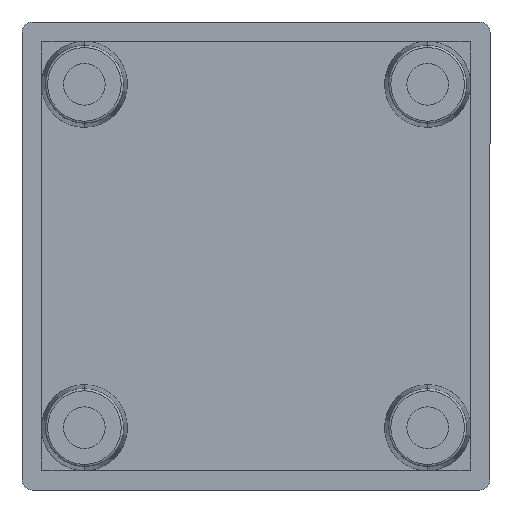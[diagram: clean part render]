
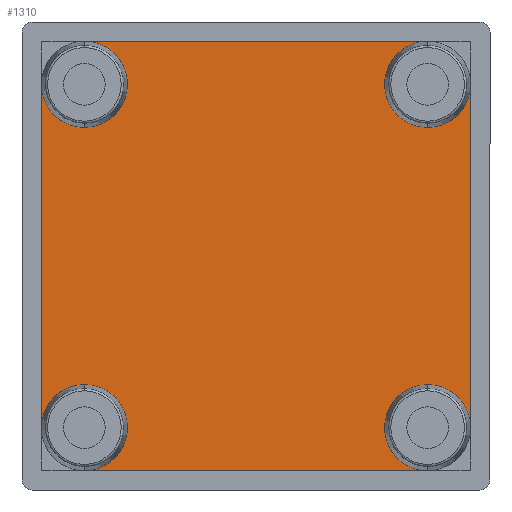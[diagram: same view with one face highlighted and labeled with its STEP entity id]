
A CAD part, front view. The second image highlights one B-rep face of the part: STEP entity #1310.
In plain terms, the highlighted planar face has unit normal (0, -1, 0).
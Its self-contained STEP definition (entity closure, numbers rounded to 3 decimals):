
#30 = CARTESIAN_POINT ( 'NONE',  ( 20.6, -2.8, -20.6 ) ) ;
#60 = LINE ( 'NONE', #1911, #453 ) ;
#95 = ORIENTED_EDGE ( 'NONE', *, *, #507, .F. ) ;
#105 = PLANE ( 'NONE',  #623 ) ;
#115 = CIRCLE ( 'NONE', #1164, 4.125 ) ;
#130 = DIRECTION ( 'NONE',  ( 0., 0., -1. ) ) ;
#141 = CARTESIAN_POINT ( 'NONE',  ( 16.047, -2.8, -20.6 ) ) ;
#147 = CIRCLE ( 'NONE', #1395, 4.125 ) ;
#150 = CIRCLE ( 'NONE', #2082, 4.125 ) ;
#185 = CIRCLE ( 'NONE', #2120, 4.125 ) ;
#194 = EDGE_CURVE ( 'NONE', #1854, #531, #1231, .T. ) ;
#228 = CARTESIAN_POINT ( 'NONE',  ( 20.6, -2.8, 16.047 ) ) ;
#235 = DIRECTION ( 'NONE',  ( 0., -1., 0. ) ) ;
#239 = CARTESIAN_POINT ( 'NONE',  ( -16.5, -2.8, 12.375 ) ) ;
#283 = EDGE_CURVE ( 'NONE', #871, #2089, #1891, .T. ) ;
#311 = ORIENTED_EDGE ( 'NONE', *, *, #2142, .F. ) ;
#319 = CARTESIAN_POINT ( 'NONE',  ( 16.047, -2.8, 20.6 ) ) ;
#353 = DIRECTION ( 'NONE',  ( 0., 0., -1. ) ) ;
#406 = EDGE_CURVE ( 'NONE', #2089, #1752, #603, .T. ) ;
#442 = ORIENTED_EDGE ( 'NONE', *, *, #283, .F. ) ;
#453 = VECTOR ( 'NONE', #959, 1000. ) ;
#473 = CARTESIAN_POINT ( 'NONE',  ( 0., -2.8, 0. ) ) ;
#489 = DIRECTION ( 'NONE',  ( 0., -1., 0. ) ) ;
#507 = EDGE_CURVE ( 'NONE', #666, #1854, #115, .T. ) ;
#531 = VERTEX_POINT ( 'NONE', #2144 ) ;
#544 = LINE ( 'NONE', #30, #1014 ) ;
#550 = CARTESIAN_POINT ( 'NONE',  ( -16.5, -2.8, 16.5 ) ) ;
#572 = DIRECTION ( 'NONE',  ( 0., 0., -1. ) ) ;
#603 = CIRCLE ( 'NONE', #1580, 4.125 ) ;
#623 = AXIS2_PLACEMENT_3D ( 'NONE', #473, #823, #1021 ) ;
#638 = ORIENTED_EDGE ( 'NONE', *, *, #194, .F. ) ;
#650 = EDGE_CURVE ( 'NONE', #871, #1871, #544, .T. ) ;
#651 = ORIENTED_EDGE ( 'NONE', *, *, #1469, .F. ) ;
#666 = VERTEX_POINT ( 'NONE', #2016 ) ;
#688 = LINE ( 'NONE', #1936, #2052 ) ;
#768 = CARTESIAN_POINT ( 'NONE',  ( 16.5, -2.8, -16.5 ) ) ;
#789 = AXIS2_PLACEMENT_3D ( 'NONE', #768, #1493, #1150 ) ;
#823 = DIRECTION ( 'NONE',  ( 0., -1., 0. ) ) ;
#838 = CARTESIAN_POINT ( 'NONE',  ( -20.6, -2.8, 20.6 ) ) ;
#871 = VERTEX_POINT ( 'NONE', #1364 ) ;
#873 = CARTESIAN_POINT ( 'NONE',  ( -20.6, -2.8, 16.047 ) ) ;
#918 = CARTESIAN_POINT ( 'NONE',  ( -16.5, -2.8, -16.5 ) ) ;
#959 = DIRECTION ( 'NONE',  ( 1., 0., 0. ) ) ;
#963 = EDGE_CURVE ( 'NONE', #1691, #531, #1038, .T. ) ;
#979 = CIRCLE ( 'NONE', #1741, 4.125 ) ;
#992 = VECTOR ( 'NONE', #1961, 1000. ) ;
#1014 = VECTOR ( 'NONE', #2180, 1000. ) ;
#1021 = DIRECTION ( 'NONE',  ( 0., 0., -1. ) ) ;
#1023 = CARTESIAN_POINT ( 'NONE',  ( 16.5, -2.8, 16.5 ) ) ;
#1033 = DIRECTION ( 'NONE',  ( 0., -1., 0. ) ) ;
#1038 = LINE ( 'NONE', #838, #992 ) ;
#1049 = DIRECTION ( 'NONE',  ( -1., 0., 0. ) ) ;
#1100 = DIRECTION ( 'NONE',  ( 0., 1., 0. ) ) ;
#1102 = CARTESIAN_POINT ( 'NONE',  ( -16.5, -2.8, -12.375 ) ) ;
#1111 = DIRECTION ( 'NONE',  ( 0., 0., -1. ) ) ;
#1119 = ORIENTED_EDGE ( 'NONE', *, *, #2189, .T. ) ;
#1150 = DIRECTION ( 'NONE',  ( 0., 0., -1. ) ) ;
#1164 = AXIS2_PLACEMENT_3D ( 'NONE', #1567, #1975, #1215 ) ;
#1206 = ORIENTED_EDGE ( 'NONE', *, *, #2325, .T. ) ;
#1215 = DIRECTION ( 'NONE',  ( 0., 0., -1. ) ) ;
#1231 = CIRCLE ( 'NONE', #1270, 4.125 ) ;
#1243 = EDGE_CURVE ( 'NONE', #666, #1752, #60, .T. ) ;
#1270 = AXIS2_PLACEMENT_3D ( 'NONE', #918, #235, #572 ) ;
#1310 = ADVANCED_FACE ( 'NONE', ( #1729 ), #105, .T. ) ;
#1333 = DIRECTION ( 'NONE',  ( 0., -1., 0. ) ) ;
#1347 = ORIENTED_EDGE ( 'NONE', *, *, #963, .T. ) ;
#1364 = CARTESIAN_POINT ( 'NONE',  ( 20.6, -2.8, -16.047 ) ) ;
#1381 = ORIENTED_EDGE ( 'NONE', *, *, #406, .F. ) ;
#1395 = AXIS2_PLACEMENT_3D ( 'NONE', #550, #2184, #2007 ) ;
#1469 = EDGE_CURVE ( 'NONE', #1556, #1871, #185, .T. ) ;
#1483 = CARTESIAN_POINT ( 'NONE',  ( 16.5, -2.8, 12.375 ) ) ;
#1493 = DIRECTION ( 'NONE',  ( 0., -1., 0. ) ) ;
#1545 = ORIENTED_EDGE ( 'NONE', *, *, #2259, .T. ) ;
#1553 = CARTESIAN_POINT ( 'NONE',  ( 16.5, -2.8, -12.375 ) ) ;
#1556 = VERTEX_POINT ( 'NONE', #1483 ) ;
#1567 = CARTESIAN_POINT ( 'NONE',  ( -16.5, -2.8, -16.5 ) ) ;
#1580 = AXIS2_PLACEMENT_3D ( 'NONE', #2255, #1333, #2095 ) ;
#1584 = ORIENTED_EDGE ( 'NONE', *, *, #650, .T. ) ;
#1600 = CARTESIAN_POINT ( 'NONE',  ( -16.047, -2.8, 20.6 ) ) ;
#1626 = CARTESIAN_POINT ( 'NONE',  ( -16.5, -2.8, 16.5 ) ) ;
#1691 = VERTEX_POINT ( 'NONE', #873 ) ;
#1729 = FACE_OUTER_BOUND ( 'NONE', #1817, .T. ) ;
#1741 = AXIS2_PLACEMENT_3D ( 'NONE', #1626, #1100, #1111 ) ;
#1752 = VERTEX_POINT ( 'NONE', #141 ) ;
#1793 = CARTESIAN_POINT ( 'NONE',  ( 16.5, -2.8, 16.5 ) ) ;
#1817 = EDGE_LOOP ( 'NONE', ( #2001, #1381, #442, #1584, #651, #311, #1119, #1545, #1206, #1347, #638, #95 ) ) ;
#1854 = VERTEX_POINT ( 'NONE', #1102 ) ;
#1871 = VERTEX_POINT ( 'NONE', #228 ) ;
#1891 = CIRCLE ( 'NONE', #789, 4.125 ) ;
#1911 = CARTESIAN_POINT ( 'NONE',  ( -20.6, -2.8, -20.6 ) ) ;
#1936 = CARTESIAN_POINT ( 'NONE',  ( 20.6, -2.8, 20.6 ) ) ;
#1961 = DIRECTION ( 'NONE',  ( 0., 0., -1. ) ) ;
#1964 = VERTEX_POINT ( 'NONE', #239 ) ;
#1975 = DIRECTION ( 'NONE',  ( 0., -1., 0. ) ) ;
#2001 = ORIENTED_EDGE ( 'NONE', *, *, #1243, .T. ) ;
#2007 = DIRECTION ( 'NONE',  ( 0., 0., -1. ) ) ;
#2016 = CARTESIAN_POINT ( 'NONE',  ( -16.047, -2.8, -20.6 ) ) ;
#2052 = VECTOR ( 'NONE', #1049, 1000. ) ;
#2082 = AXIS2_PLACEMENT_3D ( 'NONE', #1023, #489, #130 ) ;
#2089 = VERTEX_POINT ( 'NONE', #1553 ) ;
#2095 = DIRECTION ( 'NONE',  ( 0., 0., -1. ) ) ;
#2120 = AXIS2_PLACEMENT_3D ( 'NONE', #1793, #1033, #353 ) ;
#2142 = EDGE_CURVE ( 'NONE', #2212, #1556, #150, .T. ) ;
#2144 = CARTESIAN_POINT ( 'NONE',  ( -20.6, -2.8, -16.047 ) ) ;
#2180 = DIRECTION ( 'NONE',  ( 0., 0., 1. ) ) ;
#2184 = DIRECTION ( 'NONE',  ( 0., 1., 0. ) ) ;
#2189 = EDGE_CURVE ( 'NONE', #2212, #2219, #688, .T. ) ;
#2212 = VERTEX_POINT ( 'NONE', #319 ) ;
#2219 = VERTEX_POINT ( 'NONE', #1600 ) ;
#2255 = CARTESIAN_POINT ( 'NONE',  ( 16.5, -2.8, -16.5 ) ) ;
#2259 = EDGE_CURVE ( 'NONE', #2219, #1964, #979, .T. ) ;
#2325 = EDGE_CURVE ( 'NONE', #1964, #1691, #147, .T. ) ;
